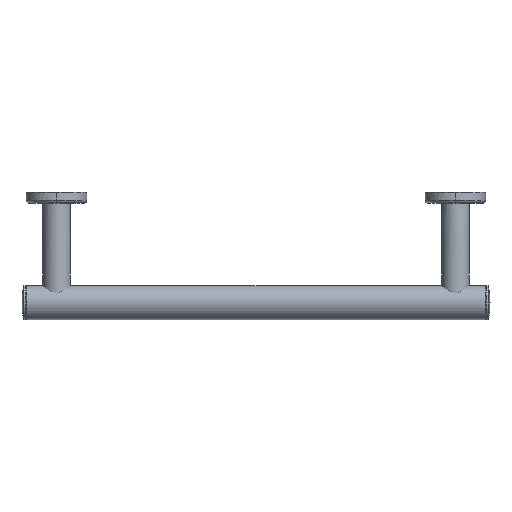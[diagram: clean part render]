
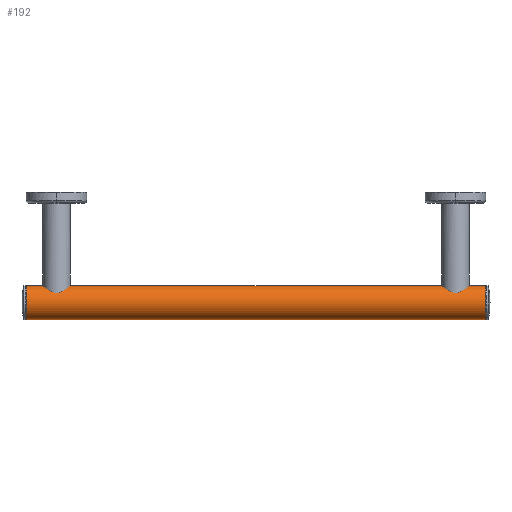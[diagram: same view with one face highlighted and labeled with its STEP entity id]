
A CAD part, top view. The second image highlights one B-rep face of the part: STEP entity #192.
In plain terms, the highlighted cylindrical face has radius 11 mm (diameter 22 mm), a partial arc.
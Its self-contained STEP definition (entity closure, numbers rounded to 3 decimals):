
#192=ADVANCED_FACE('',(#328),#2281,.T.);
#328=FACE_OUTER_BOUND('',#465,.T.);
#465=EDGE_LOOP('',(#666,#667,#668,#669,#670,#671,#672,#673));
#666=ORIENTED_EDGE('',*,*,#1327,.F.);
#667=ORIENTED_EDGE('',*,*,#1329,.T.);
#668=ORIENTED_EDGE('',*,*,#1303,.F.);
#669=ORIENTED_EDGE('',*,*,#1321,.T.);
#670=ORIENTED_EDGE('',*,*,#1302,.F.);
#671=ORIENTED_EDGE('',*,*,#1307,.T.);
#672=ORIENTED_EDGE('',*,*,#1326,.F.);
#673=ORIENTED_EDGE('',*,*,#1328,.F.);
#1302=EDGE_CURVE('',#1984,#1985,#1840,.T.);
#1303=EDGE_CURVE('',#1987,#1998,#1841,.T.);
#1307=EDGE_CURVE('',#1984,#1986,#1845,.T.);
#1321=EDGE_CURVE('',#1987,#1985,#1855,.T.);
#1326=EDGE_CURVE('',#1996,#1986,#1858,.T.);
#1327=EDGE_CURVE('',#1999,#1997,#1859,.T.);
#1328=EDGE_CURVE('',#1997,#1996,#1648,.T.);
#1329=EDGE_CURVE('',#1999,#1998,#1649,.T.);
#1648=(
BOUNDED_CURVE()
B_SPLINE_CURVE(2,(#3143,#3144,#3145,#3146,#3147),.UNSPECIFIED.,.F.,.F.)
B_SPLINE_CURVE_WITH_KNOTS((3,2,3),(0.,16.886,
33.771),.UNSPECIFIED.)
CURVE()
GEOMETRIC_REPRESENTATION_ITEM()
RATIONAL_B_SPLINE_CURVE((1.,0.707,1.,0.707,1.))
REPRESENTATION_ITEM('')
);
#1649=(
BOUNDED_CURVE()
B_SPLINE_CURVE(2,(#3148,#3149,#3150,#3151,#3152),.UNSPECIFIED.,.F.,.F.)
B_SPLINE_CURVE_WITH_KNOTS((3,2,3),(0.,16.886,
33.771),.UNSPECIFIED.)
CURVE()
GEOMETRIC_REPRESENTATION_ITEM()
RATIONAL_B_SPLINE_CURVE((1.,0.707,1.,0.707,1.))
REPRESENTATION_ITEM('')
);
#1840=B_SPLINE_CURVE_WITH_KNOTS('',1,(#2985,#2986),.UNSPECIFIED.,.F.,.F.,
(2,2),(-254.6,0.),.UNSPECIFIED.);
#1841=B_SPLINE_CURVE_WITH_KNOTS('',1,(#2987,#2988),.UNSPECIFIED.,.F.,.F.,
(2,2),(-17.3,-0.25),.UNSPECIFIED.);
#1845=B_SPLINE_CURVE_WITH_KNOTS('',3,(#3006,#3007,#3008,#3009,#3010,#3011,
#3012,#3013,#3014,#3015,#3016,#3017,#3018),.UNSPECIFIED.,.F.,.F.,(4,1,1,
1,1,1,1,1,1,1,4),(0.,0.862,1.723,2.585,
3.446,4.308,5.17,6.031,6.893,
7.754,8.616),.UNSPECIFIED.);
#1855=B_SPLINE_CURVE_WITH_KNOTS('',3,(#3090,#3091,#3092,#3093,#3094,#3095,
#3096,#3097,#3098,#3099,#3100,#3101,#3102),.UNSPECIFIED.,.F.,.F.,(4,1,1,
1,1,1,1,1,1,1,4),(0.,0.862,1.723,2.585,
3.446,4.308,5.17,6.031,6.893,
7.754,8.616),.UNSPECIFIED.);
#1858=B_SPLINE_CURVE_WITH_KNOTS('',1,(#3139,#3140),.UNSPECIFIED.,.F.,.F.,
(2,2),(-17.05,0.),.UNSPECIFIED.);
#1859=B_SPLINE_CURVE_WITH_KNOTS('',1,(#3141,#3142),.UNSPECIFIED.,.F.,.F.,
(2,2),(-299.75,-0.25),.UNSPECIFIED.);
#1984=VERTEX_POINT('',#2967);
#1985=VERTEX_POINT('',#2968);
#1986=VERTEX_POINT('',#2969);
#1987=VERTEX_POINT('',#2970);
#1996=VERTEX_POINT('',#2979);
#1997=VERTEX_POINT('',#2980);
#1998=VERTEX_POINT('',#2981);
#1999=VERTEX_POINT('',#2982);
#2281=CYLINDRICAL_SURFACE('',#2601,11.);
#2601=AXIS2_PLACEMENT_3D('',#2903,#2740,$);
#2740=DIRECTION('',(0.,0.,1.));
#2903=CARTESIAN_POINT('',(0.,0.,0.));
#2967=CARTESIAN_POINT('',(-11.,0.,127.3));
#2968=CARTESIAN_POINT('',(-11.,0.,-127.3));
#2969=CARTESIAN_POINT('',(-11.,0.,132.7));
#2970=CARTESIAN_POINT('',(-11.,0.,-132.7));
#2979=CARTESIAN_POINT('',(-11.,0.,149.75));
#2980=CARTESIAN_POINT('',(11.,0.,149.75));
#2981=CARTESIAN_POINT('',(-11.,0.,-149.75));
#2982=CARTESIAN_POINT('',(11.,0.,-149.75));
#2985=CARTESIAN_POINT('',(-11.,0.,127.3));
#2986=CARTESIAN_POINT('',(-11.,0.,-127.3));
#2987=CARTESIAN_POINT('',(-11.,0.,-132.7));
#2988=CARTESIAN_POINT('',(-11.,0.,-149.75));
#3006=CARTESIAN_POINT('',(-11.,0.,127.3));
#3007=CARTESIAN_POINT('',(-11.,0.28,127.3));
#3008=CARTESIAN_POINT('',(-10.978,0.841,127.388));
#3009=CARTESIAN_POINT('',(-10.891,1.601,127.77));
#3010=CARTESIAN_POINT('',(-10.778,2.221,128.384));
#3011=CARTESIAN_POINT('',(-10.686,2.614,129.162));
#3012=CARTESIAN_POINT('',(-10.652,2.744,130.008));
#3013=CARTESIAN_POINT('',(-10.687,2.611,130.841));
#3014=CARTESIAN_POINT('',(-10.776,2.228,131.603));
#3015=CARTESIAN_POINT('',(-10.888,1.619,132.218));
#3016=CARTESIAN_POINT('',(-10.978,0.846,132.612));
#3017=CARTESIAN_POINT('',(-11.,0.281,132.7));
#3018=CARTESIAN_POINT('',(-11.,0.,132.7));
#3090=CARTESIAN_POINT('',(-11.,0.,-132.7));
#3091=CARTESIAN_POINT('',(-11.,0.28,-132.7));
#3092=CARTESIAN_POINT('',(-10.978,0.841,-132.612));
#3093=CARTESIAN_POINT('',(-10.891,1.601,-132.23));
#3094=CARTESIAN_POINT('',(-10.778,2.221,-131.616));
#3095=CARTESIAN_POINT('',(-10.686,2.614,-130.838));
#3096=CARTESIAN_POINT('',(-10.652,2.744,-129.992));
#3097=CARTESIAN_POINT('',(-10.687,2.611,-129.159));
#3098=CARTESIAN_POINT('',(-10.776,2.228,-128.397));
#3099=CARTESIAN_POINT('',(-10.888,1.619,-127.782));
#3100=CARTESIAN_POINT('',(-10.978,0.846,-127.388));
#3101=CARTESIAN_POINT('',(-11.,0.281,-127.3));
#3102=CARTESIAN_POINT('',(-11.,0.,-127.3));
#3139=CARTESIAN_POINT('',(-11.,0.,149.75));
#3140=CARTESIAN_POINT('',(-11.,0.,132.7));
#3141=CARTESIAN_POINT('',(11.,0.,-149.75));
#3142=CARTESIAN_POINT('',(11.,0.,149.75));
#3143=CARTESIAN_POINT('',(11.,0.,149.75));
#3144=CARTESIAN_POINT('',(11.,11.,149.75));
#3145=CARTESIAN_POINT('',(0.,11.,149.75));
#3146=CARTESIAN_POINT('',(-11.,11.,149.75));
#3147=CARTESIAN_POINT('',(-11.,0.,149.75));
#3148=CARTESIAN_POINT('',(11.,0.,-149.75));
#3149=CARTESIAN_POINT('',(11.,11.,-149.75));
#3150=CARTESIAN_POINT('',(0.,11.,-149.75));
#3151=CARTESIAN_POINT('',(-11.,11.,-149.75));
#3152=CARTESIAN_POINT('',(-11.,0.,-149.75));
